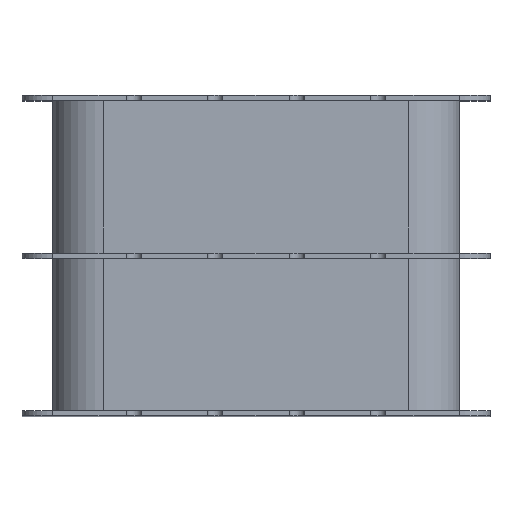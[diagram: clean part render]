
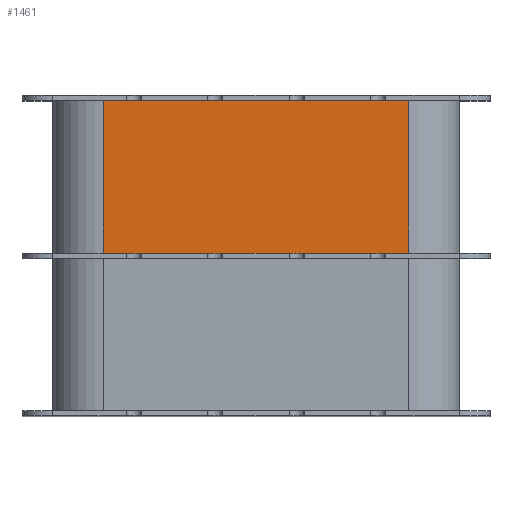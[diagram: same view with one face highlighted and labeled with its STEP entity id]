
A CAD part, top view. The second image highlights one B-rep face of the part: STEP entity #1461.
In plain terms, the highlighted planar face has unit normal (0, 0, 1).
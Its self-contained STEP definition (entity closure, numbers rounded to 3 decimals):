
#1349=CARTESIAN_POINT('POINT86',(-15.,30.5,20.));
#1350=VERTEX_POINT('VERTEX86',#1349);
#1358=CARTESIAN_POINT('POINT87',(15.,30.5,20.));
#1359=VERTEX_POINT('VERTEX87',#1358);
#1360=CARTESIAN_POINT('POS167',(-15.,30.5,20.));
#1361=DIRECTION('DIR235',(1.,0.,0.));
#1362=VECTOR('VEC99',#1361,1.);
#1363=LINE('STRAIGHT99',#1360,#1362);
#1364=EDGE_CURVE('EDGE126',#1350,#1359,#1363,.T.);
#1431=ORIENTED_EDGE('COEDGE249',*,*,#1364,.F.);
#1432=CARTESIAN_POINT('POINT89',(-15.,15.5,20.));
#1433=VERTEX_POINT('VERTEX89',#1432);
#1434=CARTESIAN_POINT('POS171',(-15.,30.5,20.));
#1435=DIRECTION('DIR241',(0.,-1.,0.));
#1436=VECTOR('VEC101',#1435,1.);
#1437=LINE('STRAIGHT101',#1434,#1436);
#1438=EDGE_CURVE('EDGE129',#1350,#1433,#1437,.T.);
#1439=ORIENTED_EDGE('COEDGE250',*,*,#1438,.T.);
#1440=CARTESIAN_POINT('POINT90',(15.,15.5,20.));
#1441=VERTEX_POINT('VERTEX90',#1440);
#1442=CARTESIAN_POINT('POS172',(-15.,15.5,20.));
#1443=DIRECTION('DIR242',(1.,0.,0.));
#1444=VECTOR('VEC102',#1443,1.);
#1445=LINE('STRAIGHT102',#1442,#1444);
#1446=EDGE_CURVE('EDGE130',#1433,#1441,#1445,.T.);
#1447=ORIENTED_EDGE('COEDGE251',*,*,#1446,.T.);
#1448=CARTESIAN_POINT('POS173',(15.,30.5,20.));
#1449=DIRECTION('DIR243',(0.,-1.,0.));
#1450=VECTOR('VEC103',#1449,1.);
#1451=LINE('STRAIGHT103',#1448,#1450);
#1452=EDGE_CURVE('EDGE131',#1359,#1441,#1451,.T.);
#1453=ORIENTED_EDGE('COEDGE252',*,*,#1452,.F.);
#1454=EDGE_LOOP('NONE',(#1431,#1439,#1447,#1453));
#1455=FACE_BOUND('LOOP1',#1454,.T.);
#1456=CARTESIAN_POINT('POS174',(-20.,15.5,20.));
#1457=DIRECTION('DIR244',(0.,0.,1.));
#1458=DIRECTION('DIR245',(1.,0.,0.));
#1459=AXIS2_PLACEMENT_3D('AXIS71',#1456,#1457,#1458);
#1460=PLANE('PLANE31',#1459);
#1461=ADVANCED_FACE('FACE43',(#1455),#1460,.T.);
